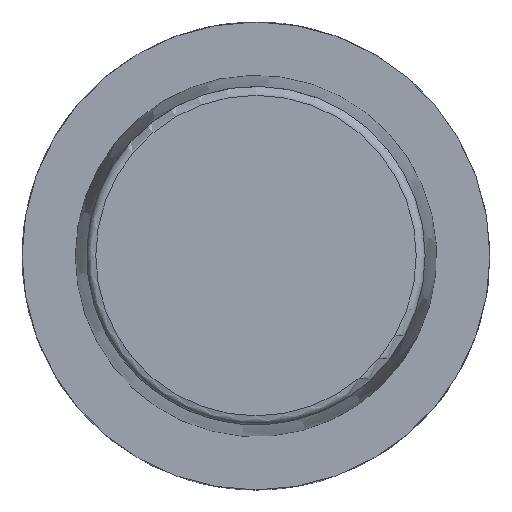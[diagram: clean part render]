
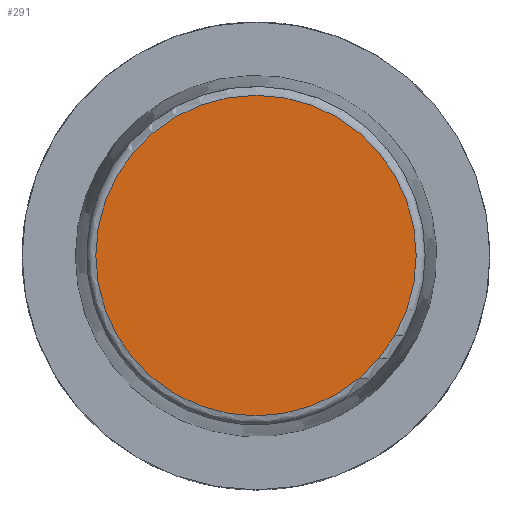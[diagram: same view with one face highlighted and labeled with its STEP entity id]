
A CAD part, top view. The second image highlights one B-rep face of the part: STEP entity #291.
In plain terms, the highlighted planar face has unit normal (0, 0, 1).
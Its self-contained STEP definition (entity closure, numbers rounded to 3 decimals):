
#90=FACE_OUTER_BOUND('',#427,.T.);
#291=ADVANCED_FACE('',(#90),#330,.F.);
#330=PLANE('',#1116);
#427=EDGE_LOOP('',(#591));
#591=ORIENTED_EDGE('',*,*,#922,.F.);
#810=VERTEX_POINT('',#1810);
#922=EDGE_CURVE('',#810,#810,#1007,.T.);
#1007=CIRCLE('',#1114,21.575);
#1114=AXIS2_PLACEMENT_3D('',#1809,#1321,#1322);
#1116=AXIS2_PLACEMENT_3D('',#1812,#1325,#1326);
#1321=DIRECTION('',(0.,0.,-1.));
#1322=DIRECTION('',(1.,0.,0.));
#1325=DIRECTION('',(0.,0.,-1.));
#1326=DIRECTION('',(1.,0.,0.));
#1809=CARTESIAN_POINT('',(0.,0.,32.));
#1810=CARTESIAN_POINT('',(21.575,0.,32.));
#1812=CARTESIAN_POINT('',(0.,0.,32.));
